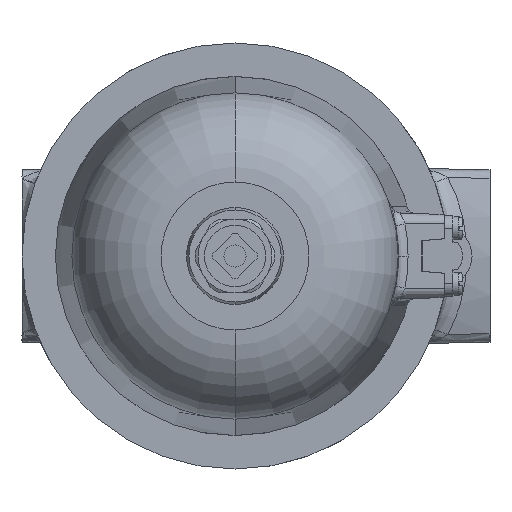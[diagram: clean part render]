
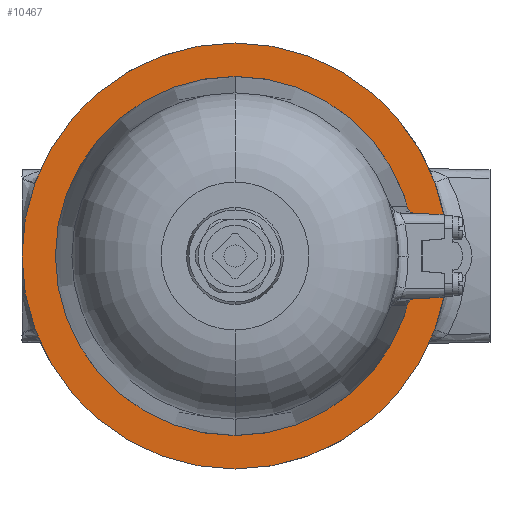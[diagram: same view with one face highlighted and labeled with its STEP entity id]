
A CAD part, front view. The second image highlights one B-rep face of the part: STEP entity #10467.
In plain terms, the highlighted planar face has unit normal (0, -1, 0).
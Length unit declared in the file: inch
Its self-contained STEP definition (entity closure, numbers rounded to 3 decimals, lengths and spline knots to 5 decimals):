
#650 = ORIENTED_EDGE ( 'NONE', *, *, #2533, .F. ) ;
#1230 = AXIS2_PLACEMENT_3D ( 'NONE', #11525, #6691, #4531 ) ;
#1265 = DIRECTION ( 'NONE',  ( 1., 0., 0. ) ) ;
#1661 = CARTESIAN_POINT ( 'NONE',  ( -1.82087, -2.465, 0. ) ) ;
#1662 = ORIENTED_EDGE ( 'NONE', *, *, #8933, .T. ) ;
#2164 = CARTESIAN_POINT ( 'NONE',  ( 2.16, -2.465, 0. ) ) ;
#2533 = EDGE_CURVE ( 'NONE', #6766, #7270, #3473, .T. ) ;
#2812 = DIRECTION ( 'NONE',  ( 0., -1., 0. ) ) ;
#3473 = CIRCLE ( 'NONE', #5409, 1.82087 ) ;
#3632 = ORIENTED_EDGE ( 'NONE', *, *, #10513, .F. ) ;
#4083 = FACE_OUTER_BOUND ( 'NONE', #13799, .T. ) ;
#4367 = CARTESIAN_POINT ( 'NONE',  ( 0., -2.465, 0. ) ) ;
#4531 = DIRECTION ( 'NONE',  ( 1., 0., 0. ) ) ;
#4654 = CIRCLE ( 'NONE', #1230, 2.16 ) ;
#4934 = VERTEX_POINT ( 'NONE', #5634 ) ;
#5148 = PLANE ( 'NONE',  #8186 ) ;
#5409 = AXIS2_PLACEMENT_3D ( 'NONE', #10100, #14493, #11186 ) ;
#5634 = CARTESIAN_POINT ( 'NONE',  ( -2.16, -2.465, 0. ) ) ;
#6377 = DIRECTION ( 'NONE',  ( -1., 0., 0. ) ) ;
#6685 = DIRECTION ( 'NONE',  ( 1., 0., 0. ) ) ;
#6691 = DIRECTION ( 'NONE',  ( 0., -1., 0. ) ) ;
#6766 = VERTEX_POINT ( 'NONE', #12615 ) ;
#7194 = CIRCLE ( 'NONE', #8666, 1.82087 ) ;
#7270 = VERTEX_POINT ( 'NONE', #1661 ) ;
#7647 = ORIENTED_EDGE ( 'NONE', *, *, #8377, .T. ) ;
#8186 = AXIS2_PLACEMENT_3D ( 'NONE', #10852, #12219, #6377 ) ;
#8377 = EDGE_CURVE ( 'NONE', #8939, #4934, #4654, .T. ) ;
#8666 = AXIS2_PLACEMENT_3D ( 'NONE', #4367, #11217, #6685 ) ;
#8772 = CIRCLE ( 'NONE', #11954, 2.16 ) ;
#8889 = EDGE_LOOP ( 'NONE', ( #650, #3632 ) ) ;
#8933 = EDGE_CURVE ( 'NONE', #4934, #8939, #8772, .T. ) ;
#8939 = VERTEX_POINT ( 'NONE', #2164 ) ;
#9160 = CARTESIAN_POINT ( 'NONE',  ( 0., -2.465, 0. ) ) ;
#10100 = CARTESIAN_POINT ( 'NONE',  ( 0., -2.465, 0. ) ) ;
#10467 = ADVANCED_FACE ( 'NONE', ( #14606, #4083 ), #5148, .F. ) ;
#10513 = EDGE_CURVE ( 'NONE', #7270, #6766, #7194, .T. ) ;
#10852 = CARTESIAN_POINT ( 'NONE',  ( 0., -2.465, 0. ) ) ;
#11186 = DIRECTION ( 'NONE',  ( 1., 0., 0. ) ) ;
#11217 = DIRECTION ( 'NONE',  ( 0., -1., 0. ) ) ;
#11525 = CARTESIAN_POINT ( 'NONE',  ( 0., -2.465, 0. ) ) ;
#11954 = AXIS2_PLACEMENT_3D ( 'NONE', #9160, #2812, #1265 ) ;
#12219 = DIRECTION ( 'NONE',  ( 0., 1., 0. ) ) ;
#12615 = CARTESIAN_POINT ( 'NONE',  ( 1.82087, -2.465, 0. ) ) ;
#13799 = EDGE_LOOP ( 'NONE', ( #7647, #1662 ) ) ;
#14493 = DIRECTION ( 'NONE',  ( 0., -1., 0. ) ) ;
#14606 = FACE_BOUND ( 'NONE', #8889, .T. ) ;
